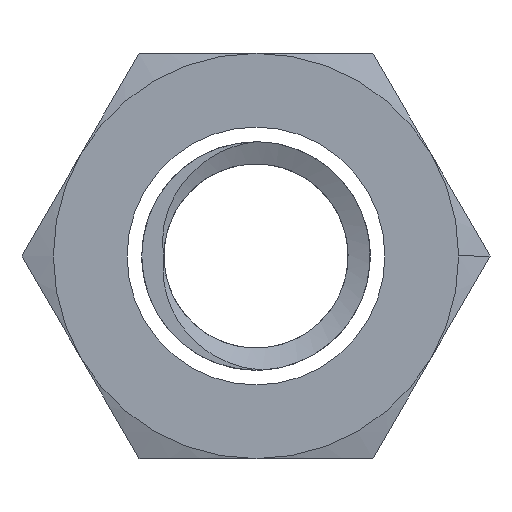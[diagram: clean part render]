
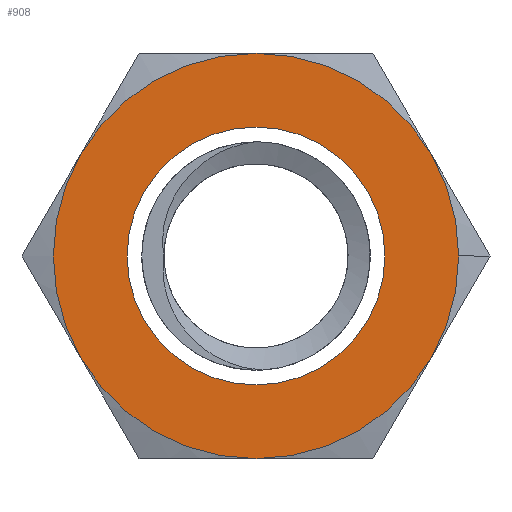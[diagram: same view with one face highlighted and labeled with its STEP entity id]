
A CAD part, front view. The second image highlights one B-rep face of the part: STEP entity #908.
In plain terms, the highlighted planar face has unit normal (0, -1, 0).
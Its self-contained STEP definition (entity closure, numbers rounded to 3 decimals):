
#793 = VERTEX_POINT ( 'NONE', #1204 ) ;
#794 = VERTEX_POINT ( 'NONE', #1260 ) ;
#801 = EDGE_CURVE ( 'NONE', #850, #806, #1271, .T. ) ;
#806 = VERTEX_POINT ( 'NONE', #1287 ) ;
#811 = VERTEX_POINT ( 'NONE', #1410 ) ;
#812 = VERTEX_POINT ( 'NONE', #1409 ) ;
#816 = EDGE_CURVE ( 'NONE', #867, #850, #1406, .T. ) ;
#830 = VERTEX_POINT ( 'NONE', #1390 ) ;
#833 = ORIENTED_EDGE ( 'NONE', *, *, #874, .T. ) ;
#850 = VERTEX_POINT ( 'NONE', #1479 ) ;
#859 = EDGE_CURVE ( 'NONE', #793, #794, #1452, .T. ) ;
#867 = VERTEX_POINT ( 'NONE', #1544 ) ;
#870 = EDGE_CURVE ( 'NONE', #875, #811, #1542, .T. ) ;
#871 = EDGE_CURVE ( 'NONE', #830, #812, #1523, .T. ) ;
#874 = EDGE_CURVE ( 'NONE', #794, #867, #1516, .T. ) ;
#875 = VERTEX_POINT ( 'NONE', #1519 ) ;
#883 = EDGE_CURVE ( 'NONE', #806, #830, #1568, .T. ) ;
#891 = ORIENTED_EDGE ( 'NONE', *, *, #871, .T. ) ;
#892 = EDGE_LOOP ( 'NONE', ( #899, #912 ) ) ;
#894 = EDGE_LOOP ( 'NONE', ( #909, #897, #833, #1063, #1062, #1102, #891 ) ) ;
#897 = ORIENTED_EDGE ( 'NONE', *, *, #859, .T. ) ;
#899 = ORIENTED_EDGE ( 'NONE', *, *, #907, .F. ) ;
#900 = EDGE_CURVE ( 'NONE', #812, #793, #1218, .T. ) ;
#907 = EDGE_CURVE ( 'NONE', #811, #875, #1615, .T. ) ;
#908 = ADVANCED_FACE ( 'NONE', ( #1616, #1628 ), #1580, .T. ) ;
#909 = ORIENTED_EDGE ( 'NONE', *, *, #900, .T. ) ;
#912 = ORIENTED_EDGE ( 'NONE', *, *, #870, .F. ) ;
#1062 = ORIENTED_EDGE ( 'NONE', *, *, #801, .T. ) ;
#1063 = ORIENTED_EDGE ( 'NONE', *, *, #816, .T. ) ;
#1102 = ORIENTED_EDGE ( 'NONE', *, *, #883, .T. ) ;
#1204 = CARTESIAN_POINT ( 'NONE',  ( 0., 0., 2.75 ) ) ;
#1218 = CIRCLE ( 'NONE', #1283, 2.75 ) ;
#1260 = CARTESIAN_POINT ( 'NONE',  ( -2.382, 0., 1.375 ) ) ;
#1268 = DIRECTION ( 'NONE',  ( 1., 0., 0. ) ) ;
#1269 = DIRECTION ( 'NONE',  ( 0., -1., 0. ) ) ;
#1270 = AXIS2_PLACEMENT_3D ( 'NONE', #1277, #1269, #1268 ) ;
#1271 = CIRCLE ( 'NONE', #1270, 2.75 ) ;
#1277 = CARTESIAN_POINT ( 'NONE',  ( 0., 0., 0. ) ) ;
#1279 = DIRECTION ( 'NONE',  ( 1., 0., 0. ) ) ;
#1280 = DIRECTION ( 'NONE',  ( 0., -1., 0. ) ) ;
#1281 = CARTESIAN_POINT ( 'NONE',  ( 0., 0., 0. ) ) ;
#1283 = AXIS2_PLACEMENT_3D ( 'NONE', #1281, #1280, #1279 ) ;
#1287 = CARTESIAN_POINT ( 'NONE',  ( 2.382, 0., -1.375 ) ) ;
#1390 = CARTESIAN_POINT ( 'NONE',  ( 2.75, 0., 0. ) ) ;
#1402 = DIRECTION ( 'NONE',  ( 1., 0., 0. ) ) ;
#1403 = DIRECTION ( 'NONE',  ( 0., -1., 0. ) ) ;
#1404 = CARTESIAN_POINT ( 'NONE',  ( 0., 0., 0. ) ) ;
#1405 = AXIS2_PLACEMENT_3D ( 'NONE', #1404, #1403, #1402 ) ;
#1406 = CIRCLE ( 'NONE', #1405, 2.75 ) ;
#1409 = CARTESIAN_POINT ( 'NONE',  ( 2.382, 0., 1.375 ) ) ;
#1410 = CARTESIAN_POINT ( 'NONE',  ( 0., 0., -1.75 ) ) ;
#1435 = DIRECTION ( 'NONE',  ( 1., 0., 0. ) ) ;
#1442 = DIRECTION ( 'NONE',  ( 0., -1., 0. ) ) ;
#1443 = CARTESIAN_POINT ( 'NONE',  ( 0., 0., 0. ) ) ;
#1444 = AXIS2_PLACEMENT_3D ( 'NONE', #1443, #1442, #1435 ) ;
#1452 = CIRCLE ( 'NONE', #1444, 2.75 ) ;
#1479 = CARTESIAN_POINT ( 'NONE',  ( 0., 0., -2.75 ) ) ;
#1514 = DIRECTION ( 'NONE',  ( 0., -1., 0. ) ) ;
#1515 = AXIS2_PLACEMENT_3D ( 'NONE', #1550, #1514, #1520 ) ;
#1516 = CIRCLE ( 'NONE', #1515, 2.75 ) ;
#1519 = CARTESIAN_POINT ( 'NONE',  ( 0., 0., 1.75 ) ) ;
#1520 = DIRECTION ( 'NONE',  ( 1., 0., 0. ) ) ;
#1521 = CARTESIAN_POINT ( 'NONE',  ( 0., 0., 0. ) ) ;
#1522 = AXIS2_PLACEMENT_3D ( 'NONE', #1521, #1548, #1551 ) ;
#1523 = CIRCLE ( 'NONE', #1522, 2.75 ) ;
#1541 = AXIS2_PLACEMENT_3D ( 'NONE', #1563, #1562, #1561 ) ;
#1542 = CIRCLE ( 'NONE', #1541, 1.75 ) ;
#1544 = CARTESIAN_POINT ( 'NONE',  ( -2.382, 0., -1.375 ) ) ;
#1548 = DIRECTION ( 'NONE',  ( 0., -1., 0. ) ) ;
#1550 = CARTESIAN_POINT ( 'NONE',  ( 0., 0., 0. ) ) ;
#1551 = DIRECTION ( 'NONE',  ( 1., 0., 0. ) ) ;
#1561 = DIRECTION ( 'NONE',  ( 0., 0., -1. ) ) ;
#1562 = DIRECTION ( 'NONE',  ( 0., -1., 0. ) ) ;
#1563 = CARTESIAN_POINT ( 'NONE',  ( 0., 0., 0. ) ) ;
#1564 = DIRECTION ( 'NONE',  ( 1., 0., 0. ) ) ;
#1565 = DIRECTION ( 'NONE',  ( 0., -1., 0. ) ) ;
#1566 = CARTESIAN_POINT ( 'NONE',  ( 0., 0., 0. ) ) ;
#1567 = AXIS2_PLACEMENT_3D ( 'NONE', #1566, #1565, #1564 ) ;
#1568 = CIRCLE ( 'NONE', #1567, 2.75 ) ;
#1580 = PLANE ( 'NONE',  #1627 ) ;
#1614 = AXIS2_PLACEMENT_3D ( 'NONE', #1631, #1630, #1629 ) ;
#1615 = CIRCLE ( 'NONE', #1614, 1.75 ) ;
#1616 = FACE_OUTER_BOUND ( 'NONE', #894, .T. ) ;
#1627 = AXIS2_PLACEMENT_3D ( 'NONE', #1640, #1639, #1638 ) ;
#1628 = FACE_BOUND ( 'NONE', #892, .T. ) ;
#1629 = DIRECTION ( 'NONE',  ( 0., 0., -1. ) ) ;
#1630 = DIRECTION ( 'NONE',  ( 0., -1., 0. ) ) ;
#1631 = CARTESIAN_POINT ( 'NONE',  ( 0., 0., 0. ) ) ;
#1638 = DIRECTION ( 'NONE',  ( 0., 0., -1. ) ) ;
#1639 = DIRECTION ( 'NONE',  ( 0., -1., 0. ) ) ;
#1640 = CARTESIAN_POINT ( 'NONE',  ( 1.75, 0., 0. ) ) ;
